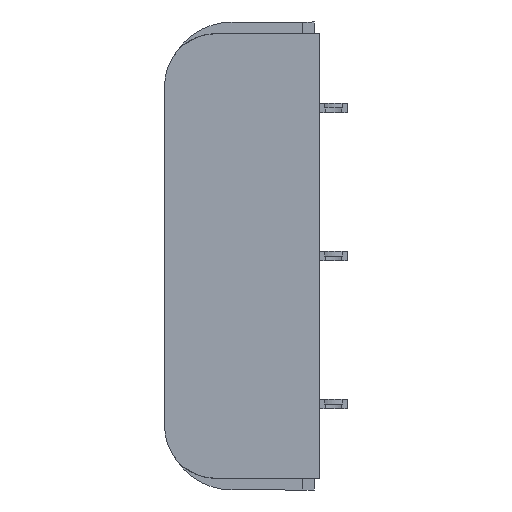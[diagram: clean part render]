
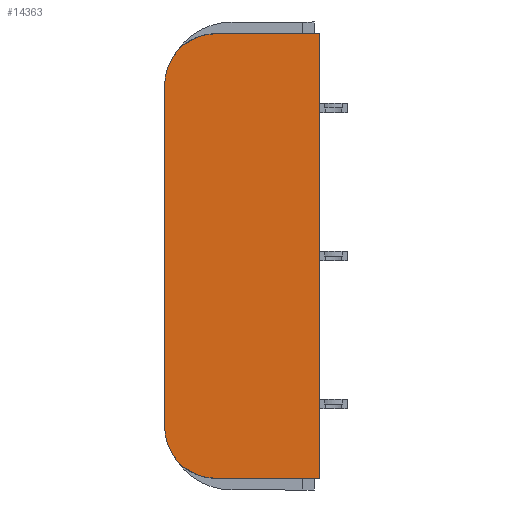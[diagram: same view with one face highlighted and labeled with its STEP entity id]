
A CAD part, left-side view. The second image highlights one B-rep face of the part: STEP entity #14363.
In plain terms, the highlighted planar face has unit normal (-1, 0, 0).
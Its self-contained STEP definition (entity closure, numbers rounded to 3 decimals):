
#157 = PLANE ( 'NONE',  #7199 ) ;
#252 = ORIENTED_EDGE ( 'NONE', *, *, #9954, .F. ) ;
#329 = DIRECTION ( 'NONE',  ( 0., 0., 1. ) ) ;
#442 = CIRCLE ( 'NONE', #10273, 5.5 ) ;
#1087 = EDGE_CURVE ( 'NONE', #3343, #14858, #1946, .T. ) ;
#1453 = CARTESIAN_POINT ( 'NONE',  ( -30., 3.02, 24. ) ) ;
#1584 = ORIENTED_EDGE ( 'NONE', *, *, #13495, .F. ) ;
#1734 = VERTEX_POINT ( 'NONE', #13777 ) ;
#1919 = DIRECTION ( 'NONE',  ( 1., 0., 0. ) ) ;
#1946 = LINE ( 'NONE', #11208, #10204 ) ;
#2136 = LINE ( 'NONE', #1453, #10223 ) ;
#2340 = EDGE_CURVE ( 'NONE', #12388, #4801, #442, .T. ) ;
#3343 = VERTEX_POINT ( 'NONE', #8400 ) ;
#3662 = CARTESIAN_POINT ( 'NONE',  ( -30., 19.72, 18.5 ) ) ;
#3940 = DIRECTION ( 'NONE',  ( 0., 1., 0. ) ) ;
#4149 = VECTOR ( 'NONE', #329, 1000. ) ;
#4683 = ORIENTED_EDGE ( 'NONE', *, *, #12905, .F. ) ;
#4745 = CARTESIAN_POINT ( 'NONE',  ( -30., 3.02, -24. ) ) ;
#4801 = VERTEX_POINT ( 'NONE', #8810 ) ;
#4986 = CARTESIAN_POINT ( 'NONE',  ( -30., 14.22, -24. ) ) ;
#5281 = DIRECTION ( 'NONE',  ( 0., 0., 1. ) ) ;
#5708 = LINE ( 'NONE', #4745, #9210 ) ;
#5832 = ORIENTED_EDGE ( 'NONE', *, *, #6665, .F. ) ;
#5914 = CARTESIAN_POINT ( 'NONE',  ( -30., 14.22, 18.5 ) ) ;
#6579 = DIRECTION ( 'NONE',  ( 0., 0., 1. ) ) ;
#6665 = EDGE_CURVE ( 'NONE', #9004, #1734, #7120, .T. ) ;
#7120 = CIRCLE ( 'NONE', #13890, 5.5 ) ;
#7199 = AXIS2_PLACEMENT_3D ( 'NONE', #5914, #8389, #11924 ) ;
#7364 = CARTESIAN_POINT ( 'NONE',  ( -30., 19.72, 18.5 ) ) ;
#7449 = DIRECTION ( 'NONE',  ( 0., -1., 0. ) ) ;
#7987 = DIRECTION ( 'NONE',  ( 0., 0., -1. ) ) ;
#8389 = DIRECTION ( 'NONE',  ( -1., 0., 0. ) ) ;
#8400 = CARTESIAN_POINT ( 'NONE',  ( -30., 3.02, 24. ) ) ;
#8723 = ORIENTED_EDGE ( 'NONE', *, *, #1087, .F. ) ;
#8791 = CARTESIAN_POINT ( 'NONE',  ( -30., 14.22, -18.5 ) ) ;
#8810 = CARTESIAN_POINT ( 'NONE',  ( -30., 19.72, -18.5 ) ) ;
#9004 = VERTEX_POINT ( 'NONE', #7364 ) ;
#9210 = VECTOR ( 'NONE', #3940, 1000. ) ;
#9892 = EDGE_LOOP ( 'NONE', ( #1584, #5832, #4683, #9978, #252, #8723 ) ) ;
#9954 = EDGE_CURVE ( 'NONE', #14858, #12388, #5708, .T. ) ;
#9978 = ORIENTED_EDGE ( 'NONE', *, *, #2340, .F. ) ;
#10204 = VECTOR ( 'NONE', #7987, 1000. ) ;
#10223 = VECTOR ( 'NONE', #7449, 1000. ) ;
#10233 = CARTESIAN_POINT ( 'NONE',  ( -30., 14.22, 18.5 ) ) ;
#10273 = AXIS2_PLACEMENT_3D ( 'NONE', #8791, #14610, #5281 ) ;
#11208 = CARTESIAN_POINT ( 'NONE',  ( -30., 3.02, 24. ) ) ;
#11877 = LINE ( 'NONE', #3662, #4149 ) ;
#11924 = DIRECTION ( 'NONE',  ( 0., 0., 1. ) ) ;
#12388 = VERTEX_POINT ( 'NONE', #4986 ) ;
#12672 = FACE_OUTER_BOUND ( 'NONE', #9892, .T. ) ;
#12905 = EDGE_CURVE ( 'NONE', #4801, #9004, #11877, .T. ) ;
#13495 = EDGE_CURVE ( 'NONE', #1734, #3343, #2136, .T. ) ;
#13777 = CARTESIAN_POINT ( 'NONE',  ( -30., 14.22, 24. ) ) ;
#13844 = CARTESIAN_POINT ( 'NONE',  ( -30., 3.02, -24. ) ) ;
#13890 = AXIS2_PLACEMENT_3D ( 'NONE', #10233, #1919, #6579 ) ;
#14363 = ADVANCED_FACE ( 'NONE', ( #12672 ), #157, .T. ) ;
#14610 = DIRECTION ( 'NONE',  ( 1., 0., 0. ) ) ;
#14858 = VERTEX_POINT ( 'NONE', #13844 ) ;
